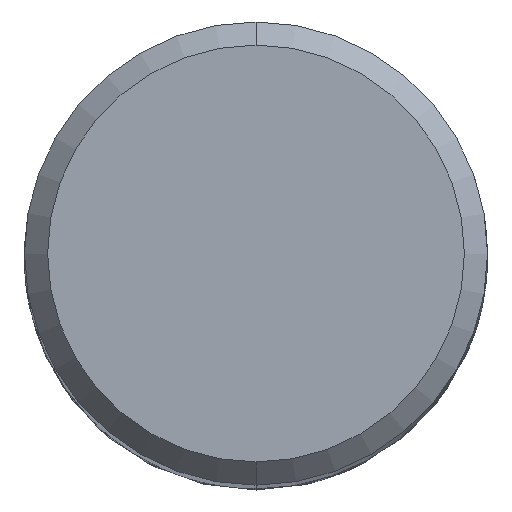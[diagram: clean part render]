
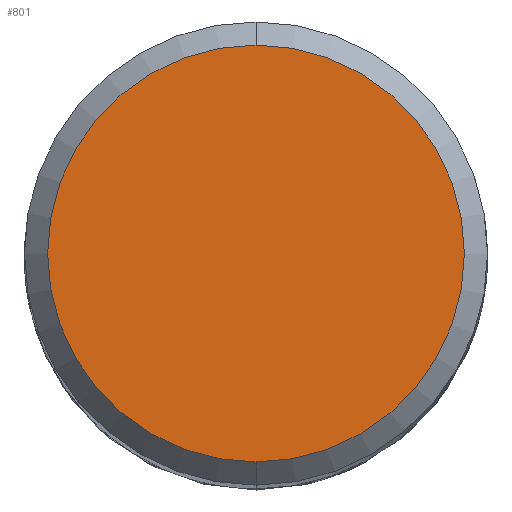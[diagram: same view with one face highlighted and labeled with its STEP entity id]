
A CAD part, top view. The second image highlights one B-rep face of the part: STEP entity #801.
In plain terms, the highlighted planar face has unit normal (0, 0, 1).
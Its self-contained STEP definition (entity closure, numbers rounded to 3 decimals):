
#437=VERTEX_POINT('',#1160);
#635=EDGE_CURVE('',#437,#705,#1372,.T.);
#683=EDGE_CURVE('',#705,#437,#1425,.T.);
#705=VERTEX_POINT('',#1448);
#801=ADVANCED_FACE('',(#1551),#1552,.T.);
#1160=CARTESIAN_POINT('',(0.,-5.4,0.0));
#1372=CIRCLE('',#4183,5.4);
#1425=CIRCLE('',#5008,5.4);
#1448=CARTESIAN_POINT('',(0.0,5.4,0.0));
#1551=FACE_OUTER_BOUND('',#6651,.T.);
#1552=PLANE('',#6652);
#4183=AXIS2_PLACEMENT_3D('',#10043,#10044,#10045);
#5008=AXIS2_PLACEMENT_3D('',#10108,#10109,#10110);
#6651=EDGE_LOOP('',(#10199,#10200));
#6652=AXIS2_PLACEMENT_3D('',#10201,#10202,#10203);
#10043=CARTESIAN_POINT('',(0.0,0.0,0.0));
#10044=DIRECTION('',(0.0,0.0,-1.0));
#10045=DIRECTION('',(0.0,1.0,0.0));
#10108=CARTESIAN_POINT('',(0.0,0.0,0.0));
#10109=DIRECTION('',(0.0,0.0,-1.0));
#10110=DIRECTION('',(0.0,1.0,0.0));
#10199=ORIENTED_EDGE('',*,*,#683,.F.);
#10200=ORIENTED_EDGE('',*,*,#635,.F.);
#10201=CARTESIAN_POINT('',(0.0,2.7,0.0));
#10202=DIRECTION('',(-0.0,0.0,1.0));
#10203=DIRECTION('',(0.0,-1.0,0.0));
